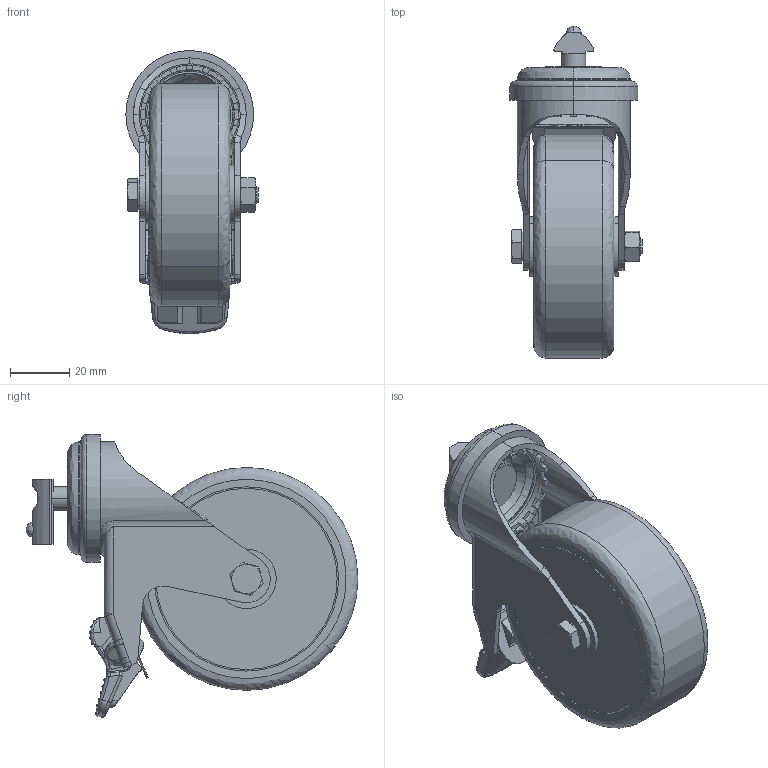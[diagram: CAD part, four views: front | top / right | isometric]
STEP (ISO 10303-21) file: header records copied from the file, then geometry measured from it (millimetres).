
FILE_DESCRIPTION (( 'STEP AP214' ), '1' );
FILE_NAME ('ERGO08E1986-Roulette pivotante D75 à blocage en rainures -40.STEP', '2023-03-17T10:12:43', ( '' ), ( '' ), 'SwSTEP 2.0', 'SolidWorks 2021', '' );
FILE_SCHEMA (( 'AUTOMOTIVE_DESIGN' ));
Length unit declared in the file: millimetre
Products named in the file (8): FHC 8x20_Defaut; ERGO08E1986-Roulette pivotante D75 à blocage en rainures -40; 03^ERGO00H1924-Roulette pivotante D75 D11 à blocage; FIXE08E1244-Ecrou 8 St M8 rainuré; 01^ERGO00H1924-Roulette pivotante D75 D11 à blocage; 02^ERGO00H1924-Roulette pivotante D75 D11 à blocage; ERGO00H1924-Roulette pivotante D75 D11 à blocage; 04^ERGO00H1924-Roulette pivotante D75 D11 à blocage
Assembly tree (7 placements, depth 3):
  ERGO08E1986-Roulette pivotante D75 à blocage en rainures -40
    ERGO00H1924-Roulette pivotante D75 D11 à blocage
      01^ERGO00H1924-Roulette pivotante D75 D11 à blocage
      02^ERGO00H1924-Roulette pivotante D75 D11 à blocage
      03^ERGO00H1924-Roulette pivotante D75 D11 à blocage
      04^ERGO00H1924-Roulette pivotante D75 D11 à blocage
    FIXE08E1244-Ecrou 8 St M8 rainuré
    FHC 8x20_Defaut
Bounding box: 44.5 x 111.66 x 95.22 mm (x, y, z)
Volume: 120158.6 mm3; surface area: 46137.1 mm2
Topology: 6 solids, 7 shells, 831 faces, 2192 edges, 1368 vertices
Faces by surface type: plane 277, cylinder 274, bspline 207, cone 67, torus 6
Entity records: 43825 total; most frequent: CARTESIAN_POINT 25367, ORIENTED_EDGE 4313, DIRECTION 2982, EDGE_CURVE 2164, VERTEX_POINT 1368, AXIS2_PLACEMENT_3D 1100, EDGE_LOOP 871, B_SPLINE_CURVE_WITH_KNOTS 848
